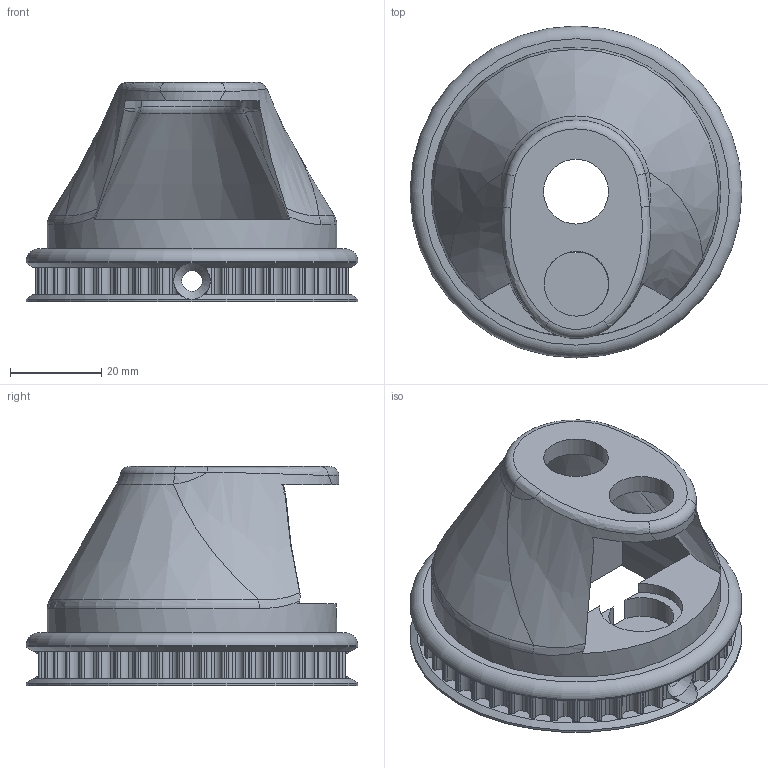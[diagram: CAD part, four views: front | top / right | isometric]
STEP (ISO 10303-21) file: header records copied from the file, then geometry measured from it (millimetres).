
FILE_DESCRIPTION(/* description */ ('STEP AP242','CAx-IF Rec.Pracs.---Representation and Presentation of Product Manufacturing Information (PMI)---4.0---2014-10-13','CAx-IF Rec.Pracs.---3D Tessellated Geometry---0.4---2014-09-14','2;1'),/* implementation_level */ '2;1');
FILE_NAME(/* name */ '6671fd5b226ed90948fc1db1',/* time_stamp */ '2024-06-18T21:34:20Z',/* author */ (''),/* organization */ (''),/* preprocessor_version */ 'ST-DEVELOPER v20',/* originating_system */ ' ',/* authorisation */ ' ');
FILE_SCHEMA (('AP242_MANAGED_MODEL_BASED_3D_ENGINEERING_MIM_LF { 1 0 10303 442 1 1 4 }'));
Length unit declared in the file: metre
Products named in the file (1): HTD-5mm-44T-Pulley
Bounding box: 72.74 x 72.74 x 48 mm (x, y, z)
Volume: 57213 mm3; surface area: 22685.9 mm2
Topology: 1 solids, 1 shells, 337 faces, 984 edges, 647 vertices
Faces by surface type: cylinder 279, plane 26, bspline 18, cone 8, torus 6
Full cylindrical faces by diameter (mm): 4.5 x2, 14.2 x2, 63.5 x1, 72.741 x2
Entity records: 11872 total; most frequent: CARTESIAN_POINT 2669, DIRECTION 2094, ORIENTED_EDGE 1934, EDGE_CURVE 967, AXIS2_PLACEMENT_3D 887, VERTEX_POINT 640, CIRCLE 567, EDGE_LOOP 355
